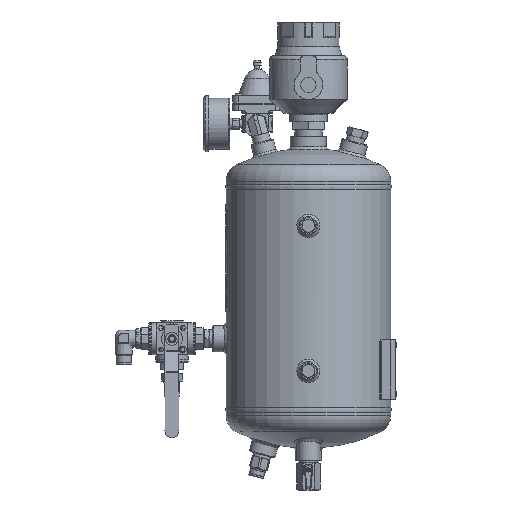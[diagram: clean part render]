
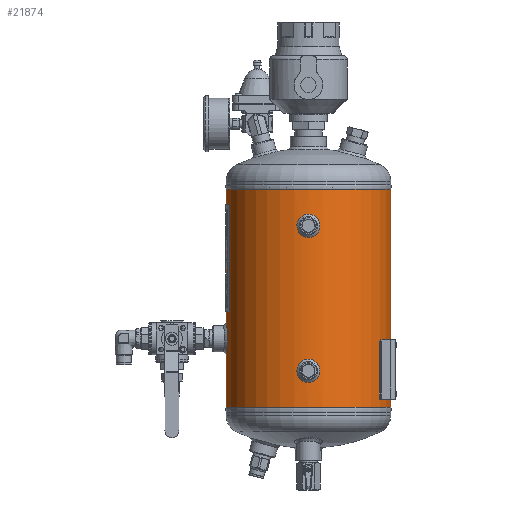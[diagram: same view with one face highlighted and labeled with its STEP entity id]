
A CAD part, front view. The second image highlights one B-rep face of the part: STEP entity #21874.
In plain terms, the highlighted cylindrical face has radius 100 mm (diameter 200 mm), a partial arc.
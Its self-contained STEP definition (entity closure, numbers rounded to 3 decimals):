
#1480=B_SPLINE_CURVE_WITH_KNOTS('',3,(#38039,#38040,#38041,#38042,#38043,
#38044,#38045,#38046,#38047,#38048,#38049,#38050,#38051,#38052,#38053,#38054,
#38055,#38056,#38057),.UNSPECIFIED.,.T.,.F.,(1,1,1,1,1,1,1,1,1,1,1,1,1,
1,1,1,1,1,1,1,1,1,1),(-0.012,-0.008,-0.004,
0.,0.004,0.008,0.012,0.016,
0.02,0.023,0.027,0.031,
0.035,0.039,0.043,0.047,
0.051,0.055,0.059,0.063,
0.066,0.07,0.074),.UNSPECIFIED.);
#1481=B_SPLINE_CURVE_WITH_KNOTS('',3,(#38059,#38060,#38061,#38062,#38063,
#38064,#38065,#38066,#38067,#38068,#38069,#38070,#38071,#38072,#38073,#38074,
#38075,#38076,#38077),.UNSPECIFIED.,.T.,.F.,(1,1,1,1,1,1,1,1,1,1,1,1,1,
1,1,1,1,1,1,1,1,1,1),(-0.012,-0.008,-0.004,
0.,0.004,0.008,0.012,
0.016,0.02,0.023,0.027,
0.031,0.035,0.039,0.043,
0.047,0.051,0.055,0.059,
0.063,0.066,0.07,0.074),
 .UNSPECIFIED.);
#1482=B_SPLINE_CURVE_WITH_KNOTS('',3,(#38079,#38080,#38081,#38082,#38083,
#38084,#38085,#38086,#38087,#38088,#38089,#38090,#38091,#38092,#38093,#38094,
#38095,#38096,#38097),.UNSPECIFIED.,.T.,.F.,(1,1,1,1,1,1,1,1,1,1,1,1,1,
1,1,1,1,1,1,1,1,1,1),(-0.018,-0.012,-0.006,
0.,0.006,0.012,0.018,0.023,
0.029,0.035,0.041,0.047,
0.053,0.059,0.065,0.07,
0.076,0.082,0.088,0.094,
0.1,0.106,0.112),.UNSPECIFIED.);
#2468=LINE('',#38099,#3574);
#2469=LINE('',#38104,#3575);
#3574=VECTOR('',#31950,1000.);
#3575=VECTOR('',#31953,1000.);
#4685=ORIENTED_EDGE('',*,*,#10917,.T.);
#4686=ORIENTED_EDGE('',*,*,#10918,.T.);
#4687=ORIENTED_EDGE('',*,*,#10919,.T.);
#4688=ORIENTED_EDGE('',*,*,#10920,.T.);
#4689=ORIENTED_EDGE('',*,*,#10921,.T.);
#4690=ORIENTED_EDGE('',*,*,#10922,.F.);
#4691=ORIENTED_EDGE('',*,*,#10923,.F.);
#10917=EDGE_CURVE('',#14033,#14033,#1480,.T.);
#10918=EDGE_CURVE('',#14034,#14034,#1481,.T.);
#10919=EDGE_CURVE('',#14035,#14035,#1482,.T.);
#10920=EDGE_CURVE('',#14036,#14037,#2468,.T.);
#10921=EDGE_CURVE('',#14037,#14038,#16216,.T.);
#10922=EDGE_CURVE('',#14039,#14038,#2469,.T.);
#10923=EDGE_CURVE('',#14036,#14039,#16217,.T.);
#14033=VERTEX_POINT('',#38058);
#14034=VERTEX_POINT('',#38078);
#14035=VERTEX_POINT('',#38098);
#14036=VERTEX_POINT('',#38100);
#14037=VERTEX_POINT('',#38101);
#14038=VERTEX_POINT('',#38103);
#14039=VERTEX_POINT('',#38105);
#16216=CIRCLE('',#29481,100.);
#16217=CIRCLE('',#29482,100.);
#17221=EDGE_LOOP('',(#4685));
#17222=EDGE_LOOP('',(#4686));
#17223=EDGE_LOOP('',(#4687));
#17224=EDGE_LOOP('',(#4688,#4689,#4690,#4691));
#19361=FACE_BOUND('',#17221,.T.);
#19362=FACE_BOUND('',#17222,.T.);
#19363=FACE_BOUND('',#17223,.T.);
#19364=FACE_BOUND('',#17224,.T.);
#21504=CYLINDRICAL_SURFACE('',#29480,100.);
#21874=ADVANCED_FACE('',(#19361,#19362,#19363,#19364),#21504,.T.);
#29480=AXIS2_PLACEMENT_3D('',#38038,#31948,#31949);
#29481=AXIS2_PLACEMENT_3D('',#38102,#31951,#31952);
#29482=AXIS2_PLACEMENT_3D('',#38106,#31954,#31955);
#31948=DIRECTION('',(0.,-1.,0.));
#31949=DIRECTION('',(0.,0.,-1.));
#31950=DIRECTION('',(0.,-1.,0.));
#31951=DIRECTION('',(0.,1.,0.));
#31952=DIRECTION('',(1.,0.,0.));
#31953=DIRECTION('',(0.,-1.,0.));
#31954=DIRECTION('',(0.,1.,0.));
#31955=DIRECTION('',(1.,0.,0.));
#38038=CARTESIAN_POINT('',(0.,265.,0.));
#38039=CARTESIAN_POINT('',(-9.473,48.444,-99.554));
#38040=CARTESIAN_POINT('',(-10.262,44.497,-99.471));
#38041=CARTESIAN_POINT('',(-9.477,40.569,-99.553));
#38042=CARTESIAN_POINT('',(-7.254,37.244,-99.75));
#38043=CARTESIAN_POINT('',(-3.93,35.023,-99.946));
#38044=CARTESIAN_POINT('',(-0.006,34.24,-100.027));
#38045=CARTESIAN_POINT('',(3.922,35.019,-99.946));
#38046=CARTESIAN_POINT('',(7.252,37.242,-99.75));
#38047=CARTESIAN_POINT('',(9.478,40.57,-99.553));
#38048=CARTESIAN_POINT('',(10.26,44.496,-99.472));
#38049=CARTESIAN_POINT('',(9.481,48.422,-99.553));
#38050=CARTESIAN_POINT('',(7.262,51.747,-99.749));
#38051=CARTESIAN_POINT('',(3.94,53.974,-99.945));
#38052=CARTESIAN_POINT('',(0.01,54.761,-100.027));
#38053=CARTESIAN_POINT('',(-3.923,53.981,-99.946));
#38054=CARTESIAN_POINT('',(-7.249,51.759,-99.75));
#38055=CARTESIAN_POINT('',(-9.473,48.444,-99.554));
#38056=CARTESIAN_POINT('',(-10.262,44.497,-99.471));
#38057=CARTESIAN_POINT('',(-9.477,40.569,-99.553));
#38058=CARTESIAN_POINT('',(-10.,44.5,-99.499));
#38059=CARTESIAN_POINT('',(3.944,229.973,-99.945));
#38060=CARTESIAN_POINT('',(-0.003,230.762,-100.027));
#38061=CARTESIAN_POINT('',(-3.931,229.977,-99.946));
#38062=CARTESIAN_POINT('',(-7.256,227.754,-99.75));
#38063=CARTESIAN_POINT('',(-9.477,224.43,-99.553));
#38064=CARTESIAN_POINT('',(-10.26,220.506,-99.472));
#38065=CARTESIAN_POINT('',(-9.481,216.578,-99.553));
#38066=CARTESIAN_POINT('',(-7.258,213.248,-99.75));
#38067=CARTESIAN_POINT('',(-3.93,211.022,-99.946));
#38068=CARTESIAN_POINT('',(-0.004,210.24,-100.027));
#38069=CARTESIAN_POINT('',(3.922,211.019,-99.946));
#38070=CARTESIAN_POINT('',(7.247,213.238,-99.75));
#38071=CARTESIAN_POINT('',(9.474,216.56,-99.554));
#38072=CARTESIAN_POINT('',(10.261,220.49,-99.471));
#38073=CARTESIAN_POINT('',(9.481,224.423,-99.553));
#38074=CARTESIAN_POINT('',(7.259,227.749,-99.749));
#38075=CARTESIAN_POINT('',(3.944,229.973,-99.945));
#38076=CARTESIAN_POINT('',(-0.003,230.762,-100.027));
#38077=CARTESIAN_POINT('',(-3.931,229.977,-99.946));
#38078=CARTESIAN_POINT('',(0.,230.5,-100.));
#38079=CARTESIAN_POINT('',(-98.994,187.429,14.208));
#38080=CARTESIAN_POINT('',(-98.806,181.503,15.395));
#38081=CARTESIAN_POINT('',(-98.993,175.608,14.214));
#38082=CARTESIAN_POINT('',(-99.436,170.625,10.88));
#38083=CARTESIAN_POINT('',(-99.878,167.295,5.9));
#38084=CARTESIAN_POINT('',(-100.061,166.117,0.009));
#38085=CARTESIAN_POINT('',(-99.879,167.288,-5.887));
#38086=CARTESIAN_POINT('',(-99.437,170.623,-10.879));
#38087=CARTESIAN_POINT('',(-98.992,175.61,-14.215));
#38088=CARTESIAN_POINT('',(-98.807,181.503,-15.391));
#38089=CARTESIAN_POINT('',(-98.992,187.396,-14.219));
#38090=CARTESIAN_POINT('',(-99.435,192.379,-10.892));
#38091=CARTESIAN_POINT('',(-99.877,195.718,-5.914));
#38092=CARTESIAN_POINT('',(-100.061,196.901,-0.013));
#38093=CARTESIAN_POINT('',(-99.878,195.728,5.889));
#38094=CARTESIAN_POINT('',(-99.437,192.395,10.874));
#38095=CARTESIAN_POINT('',(-98.994,187.429,14.208));
#38096=CARTESIAN_POINT('',(-98.806,181.503,15.395));
#38097=CARTESIAN_POINT('',(-98.993,175.608,14.214));
#38098=CARTESIAN_POINT('',(-98.869,181.508,15.));
#38099=CARTESIAN_POINT('',(0.254,265.,100.));
#38100=CARTESIAN_POINT('',(0.254,265.,100.));
#38101=CARTESIAN_POINT('',(0.254,0.,100.));
#38102=CARTESIAN_POINT('',(0.,0.,0.));
#38103=CARTESIAN_POINT('',(-0.254,0.,100.));
#38104=CARTESIAN_POINT('',(-0.254,265.,100.));
#38105=CARTESIAN_POINT('',(-0.254,265.,100.));
#38106=CARTESIAN_POINT('',(0.,265.,0.));
